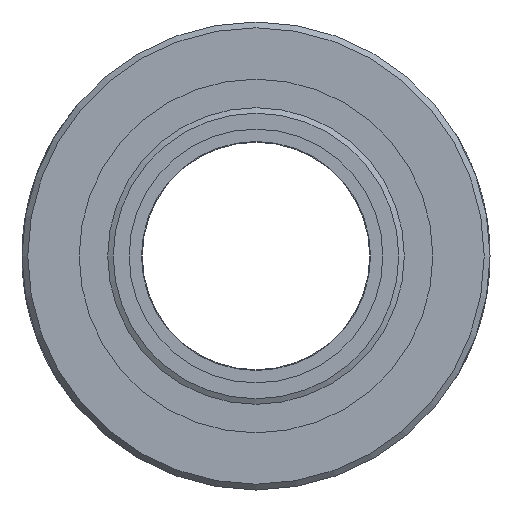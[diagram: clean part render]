
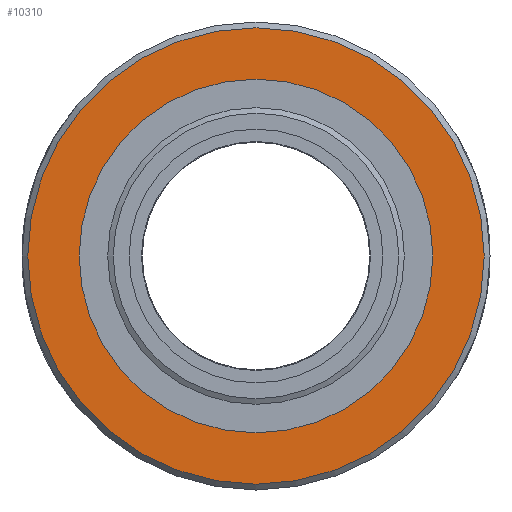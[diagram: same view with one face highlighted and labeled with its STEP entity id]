
A CAD part, left-side view. The second image highlights one B-rep face of the part: STEP entity #10310.
In plain terms, the highlighted planar face has unit normal (-1, 0, 0).
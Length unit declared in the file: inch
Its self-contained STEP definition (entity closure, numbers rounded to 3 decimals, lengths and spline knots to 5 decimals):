
#2446=FACE_BOUND('',#3147,.T.);
#2499=FACE_OUTER_BOUND('',#3146,.T.);
#3146=EDGE_LOOP('',(#7376));
#3147=EDGE_LOOP('',(#7377,#7378));
#3909=CIRCLE('',#11092,0.787);
#3910=CIRCLE('',#11094,0.61);
#3911=CIRCLE('',#11095,0.61);
#4587=VERTEX_POINT('',#15693);
#4588=VERTEX_POINT('',#15697);
#4589=VERTEX_POINT('',#15698);
#5699=EDGE_CURVE('',#4587,#4587,#3909,.T.);
#5700=EDGE_CURVE('',#4588,#4589,#3910,.T.);
#5701=EDGE_CURVE('',#4589,#4588,#3911,.T.);
#7376=ORIENTED_EDGE('',*,*,#5699,.F.);
#7377=ORIENTED_EDGE('',*,*,#5700,.T.);
#7378=ORIENTED_EDGE('',*,*,#5701,.T.);
#10073=PLANE('',#11093);
#10310=ADVANCED_FACE('',(#2499,#2446),#10073,.T.);
#11092=AXIS2_PLACEMENT_3D('',#15695,#12057,#12058);
#11093=AXIS2_PLACEMENT_3D('',#15696,#12059,#12060);
#11094=AXIS2_PLACEMENT_3D('',#15699,#12061,#12062);
#11095=AXIS2_PLACEMENT_3D('',#15700,#12063,#12064);
#12057=DIRECTION('center_axis',(1.,0.,0.));
#12058=DIRECTION('ref_axis',(0.,-1.,0.));
#12059=DIRECTION('center_axis',(-1.,0.,0.));
#12060=DIRECTION('ref_axis',(0.,0.,1.));
#12061=DIRECTION('center_axis',(1.,0.,0.));
#12062=DIRECTION('ref_axis',(0.,0.,-1.));
#12063=DIRECTION('center_axis',(1.,0.,0.));
#12064=DIRECTION('ref_axis',(0.,0.,-1.));
#15693=CARTESIAN_POINT('',(-1.13568,0.787,0.));
#15695=CARTESIAN_POINT('Origin',(-1.13568,0.,
0.));
#15696=CARTESIAN_POINT('Origin',(-1.13568,0.807,0.));
#15697=CARTESIAN_POINT('',(-1.13568,0.61,0.));
#15698=CARTESIAN_POINT('',(-1.13568,-0.61,0.));
#15699=CARTESIAN_POINT('Origin',(-1.13568,0.,
0.));
#15700=CARTESIAN_POINT('Origin',(-1.13568,0.,
0.));
